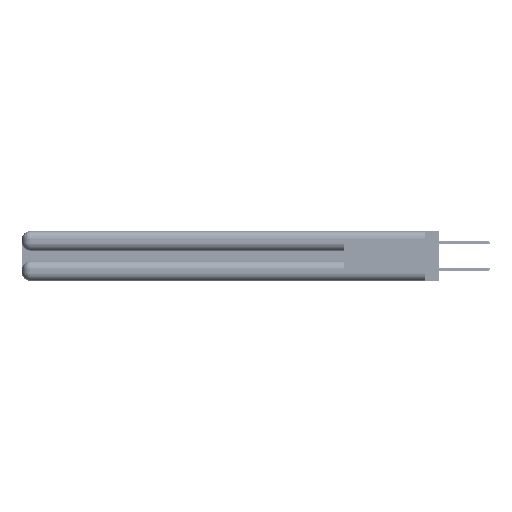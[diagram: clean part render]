
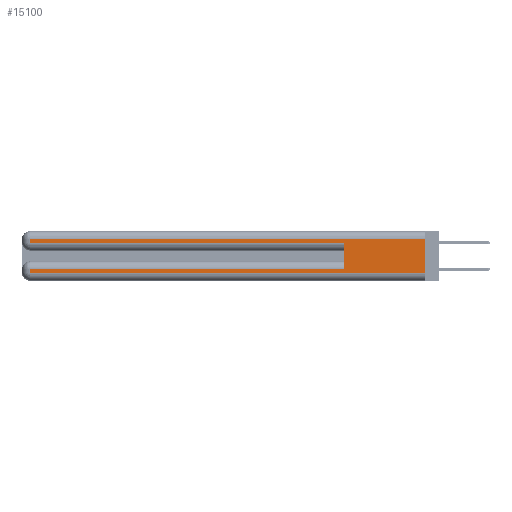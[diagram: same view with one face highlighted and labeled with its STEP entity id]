
A CAD part, left-side view. The second image highlights one B-rep face of the part: STEP entity #15100.
In plain terms, the highlighted planar face has unit normal (-1, 0, 0).
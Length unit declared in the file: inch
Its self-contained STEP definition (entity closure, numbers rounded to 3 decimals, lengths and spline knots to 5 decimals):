
#1836 = ORIENTED_EDGE ( 'NONE', *, *, #32371, .T. ) ;
#4059 = DIRECTION ( 'NONE',  ( 0., -1., 0. ) ) ;
#4130 = ORIENTED_EDGE ( 'NONE', *, *, #40989, .F. ) ;
#4365 = VERTEX_POINT ( 'NONE', #21896 ) ;
#4862 = ORIENTED_EDGE ( 'NONE', *, *, #15241, .T. ) ;
#5010 = DIRECTION ( 'NONE',  ( 0., 1., 0. ) ) ;
#5191 = CARTESIAN_POINT ( 'NONE',  ( 0., 0., 0.085 ) ) ;
#5240 = CARTESIAN_POINT ( 'NONE',  ( 0., 0., 0.37 ) ) ;
#6314 = CARTESIAN_POINT ( 'NONE',  ( 0., 2.94, 0.37 ) ) ;
#7920 = CARTESIAN_POINT ( 'NONE',  ( 0., 0., 0.06 ) ) ;
#8152 = ORIENTED_EDGE ( 'NONE', *, *, #43542, .T. ) ;
#10243 = FACE_OUTER_BOUND ( 'NONE', #55845, .T. ) ;
#10285 = VECTOR ( 'NONE', #30762, 39.37008 ) ;
#12765 = VERTEX_POINT ( 'NONE', #26664 ) ;
#13886 = DIRECTION ( 'NONE',  ( 0., 0., 1. ) ) ;
#15100 = ADVANCED_FACE ( 'NONE', ( #10243 ), #57533, .F. ) ;
#15241 = EDGE_CURVE ( 'NONE', #39621, #12765, #22829, .T. ) ;
#15856 = CARTESIAN_POINT ( 'NONE',  ( 0., 2.94, 0.37 ) ) ;
#18045 = VERTEX_POINT ( 'NONE', #26717 ) ;
#19081 = AXIS2_PLACEMENT_3D ( 'NONE', #56948, #48771, #30778 ) ;
#19387 = VERTEX_POINT ( 'NONE', #27747 ) ;
#20081 = ORIENTED_EDGE ( 'NONE', *, *, #20455, .T. ) ;
#20455 = EDGE_CURVE ( 'NONE', #18045, #19387, #22210, .T. ) ;
#20914 = EDGE_CURVE ( 'NONE', #32495, #18045, #24866, .T. ) ;
#21338 = ORIENTED_EDGE ( 'NONE', *, *, #50424, .T. ) ;
#21896 = CARTESIAN_POINT ( 'NONE',  ( 0., 0., 0.31 ) ) ;
#22023 = ORIENTED_EDGE ( 'NONE', *, *, #33808, .F. ) ;
#22210 = LINE ( 'NONE', #53027, #10285 ) ;
#22820 = VECTOR ( 'NONE', #43225, 39.37008 ) ;
#22829 = LINE ( 'NONE', #5191, #44474 ) ;
#22859 = VECTOR ( 'NONE', #32902, 39.37008 ) ;
#23502 = LINE ( 'NONE', #53170, #24900 ) ;
#24866 = LINE ( 'NONE', #15856, #22820 ) ;
#24900 = VECTOR ( 'NONE', #13886, 39.37008 ) ;
#25501 = VECTOR ( 'NONE', #4059, 39.37008 ) ;
#26664 = CARTESIAN_POINT ( 'NONE',  ( 0., 2.94, 0.085 ) ) ;
#26717 = CARTESIAN_POINT ( 'NONE',  ( 0., 2.94, 0.285 ) ) ;
#27747 = CARTESIAN_POINT ( 'NONE',  ( 0., 0.6, 0.285 ) ) ;
#30762 = DIRECTION ( 'NONE',  ( 0., -1., 0. ) ) ;
#30778 = DIRECTION ( 'NONE',  ( 0., 0., -1. ) ) ;
#32371 = EDGE_CURVE ( 'NONE', #12765, #57182, #36859, .T. ) ;
#32495 = VERTEX_POINT ( 'NONE', #56462 ) ;
#32902 = DIRECTION ( 'NONE',  ( 0., 0., -1. ) ) ;
#33808 = EDGE_CURVE ( 'NONE', #4365, #53026, #57642, .T. ) ;
#35808 = LINE ( 'NONE', #53059, #48410 ) ;
#36098 = DIRECTION ( 'NONE',  ( 0., 0., -1. ) ) ;
#36859 = LINE ( 'NONE', #6314, #22859 ) ;
#37730 = CARTESIAN_POINT ( 'NONE',  ( 0., 2.94, 0.06 ) ) ;
#39194 = DIRECTION ( 'NONE',  ( 0., 1., 0. ) ) ;
#39621 = VERTEX_POINT ( 'NONE', #40611 ) ;
#40023 = ORIENTED_EDGE ( 'NONE', *, *, #20914, .T. ) ;
#40223 = LINE ( 'NONE', #7920, #25501 ) ;
#40611 = CARTESIAN_POINT ( 'NONE',  ( 0., 0.6, 0.085 ) ) ;
#40989 = EDGE_CURVE ( 'NONE', #39621, #19387, #23502, .T. ) ;
#43225 = DIRECTION ( 'NONE',  ( 0., 0., -1. ) ) ;
#43542 = EDGE_CURVE ( 'NONE', #4365, #32495, #35808, .T. ) ;
#44474 = VECTOR ( 'NONE', #5010, 39.37008 ) ;
#45086 = VECTOR ( 'NONE', #36098, 39.37008 ) ;
#46238 = CARTESIAN_POINT ( 'NONE',  ( 0., 0., 0.06 ) ) ;
#48410 = VECTOR ( 'NONE', #39194, 39.37008 ) ;
#48771 = DIRECTION ( 'NONE',  ( 1., 0., 0. ) ) ;
#50424 = EDGE_CURVE ( 'NONE', #57182, #53026, #40223, .T. ) ;
#53026 = VERTEX_POINT ( 'NONE', #46238 ) ;
#53027 = CARTESIAN_POINT ( 'NONE',  ( 0., 0., 0.285 ) ) ;
#53059 = CARTESIAN_POINT ( 'NONE',  ( 0., 0., 0.31 ) ) ;
#53170 = CARTESIAN_POINT ( 'NONE',  ( 0., 0.6, 0.145 ) ) ;
#55845 = EDGE_LOOP ( 'NONE', ( #22023, #8152, #40023, #20081, #4130, #4862, #1836, #21338 ) ) ;
#56462 = CARTESIAN_POINT ( 'NONE',  ( 0., 2.94, 0.31 ) ) ;
#56948 = CARTESIAN_POINT ( 'NONE',  ( 0., 0., 0.37 ) ) ;
#57182 = VERTEX_POINT ( 'NONE', #37730 ) ;
#57533 = PLANE ( 'NONE',  #19081 ) ;
#57642 = LINE ( 'NONE', #5240, #45086 ) ;
